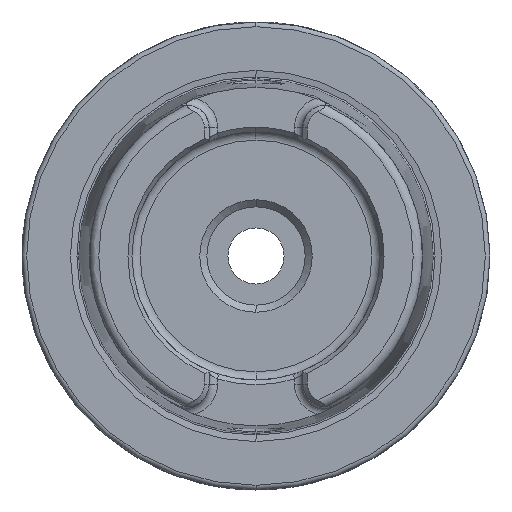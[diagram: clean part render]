
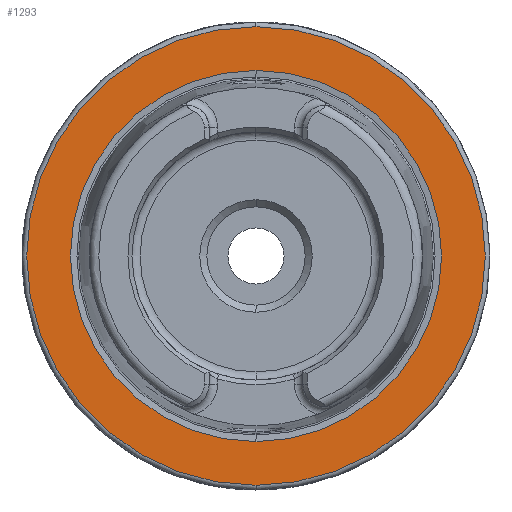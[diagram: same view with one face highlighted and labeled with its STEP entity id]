
A CAD part, left-side view. The second image highlights one B-rep face of the part: STEP entity #1293.
In plain terms, the highlighted planar face has unit normal (-1, 0, 0).
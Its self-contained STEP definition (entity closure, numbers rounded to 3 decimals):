
#81 = DIRECTION ( 'NONE',  ( 1., 0., 0. ) ) ;
#424 = ORIENTED_EDGE ( 'NONE', *, *, #3455, .T. ) ;
#573 = EDGE_LOOP ( 'NONE', ( #2999, #2436 ) ) ;
#868 = VERTEX_POINT ( 'NONE', #5968 ) ;
#1032 = CARTESIAN_POINT ( 'NONE',  ( 0., 0., 0. ) ) ;
#1151 = FACE_OUTER_BOUND ( 'NONE', #573, .T. ) ;
#1293 = ADVANCED_FACE ( 'NONE', ( #5372, #1151 ), #2377, .T. ) ;
#1346 = CARTESIAN_POINT ( 'NONE',  ( 0., 39.647, 0. ) ) ;
#1584 = DIRECTION ( 'NONE',  ( 0., 0., -1. ) ) ;
#1761 = VERTEX_POINT ( 'NONE', #5832 ) ;
#1872 = DIRECTION ( 'NONE',  ( 0., 0., 1. ) ) ;
#2022 = CARTESIAN_POINT ( 'NONE',  ( 0., 0., 0. ) ) ;
#2377 = PLANE ( 'NONE',  #4461 ) ;
#2436 = ORIENTED_EDGE ( 'NONE', *, *, #3752, .F. ) ;
#2439 = EDGE_CURVE ( 'NONE', #4052, #868, #4880, .T. ) ;
#2572 = AXIS2_PLACEMENT_3D ( 'NONE', #2022, #5038, #1584 ) ;
#2767 = CARTESIAN_POINT ( 'NONE',  ( 0., 0., -39.647 ) ) ;
#2793 = DIRECTION ( 'NONE',  ( 1., 0., 0. ) ) ;
#2999 = ORIENTED_EDGE ( 'NONE', *, *, #5192, .F. ) ;
#3103 = AXIS2_PLACEMENT_3D ( 'NONE', #4281, #4320, #5131 ) ;
#3137 = VERTEX_POINT ( 'NONE', #4101 ) ;
#3292 = ORIENTED_EDGE ( 'NONE', *, *, #2439, .T. ) ;
#3308 = AXIS2_PLACEMENT_3D ( 'NONE', #5067, #81, #4797 ) ;
#3455 = EDGE_CURVE ( 'NONE', #868, #4052, #3946, .T. ) ;
#3673 = CIRCLE ( 'NONE', #5976, 49. ) ;
#3752 = EDGE_CURVE ( 'NONE', #1761, #3137, #4553, .T. ) ;
#3922 = EDGE_LOOP ( 'NONE', ( #424, #3292 ) ) ;
#3946 = CIRCLE ( 'NONE', #3308, 39.647 ) ;
#4052 = VERTEX_POINT ( 'NONE', #2767 ) ;
#4101 = CARTESIAN_POINT ( 'NONE',  ( 0., 0., -49. ) ) ;
#4281 = CARTESIAN_POINT ( 'NONE',  ( 0., 0., 0. ) ) ;
#4320 = DIRECTION ( 'NONE',  ( 1., 0., 0. ) ) ;
#4461 = AXIS2_PLACEMENT_3D ( 'NONE', #1346, #5841, #1872 ) ;
#4553 = CIRCLE ( 'NONE', #2572, 49. ) ;
#4797 = DIRECTION ( 'NONE',  ( 0., 0., -1. ) ) ;
#4880 = CIRCLE ( 'NONE', #3103, 39.647 ) ;
#5038 = DIRECTION ( 'NONE',  ( 1., 0., 0. ) ) ;
#5067 = CARTESIAN_POINT ( 'NONE',  ( 0., 0., 0. ) ) ;
#5131 = DIRECTION ( 'NONE',  ( 0., 0., -1. ) ) ;
#5192 = EDGE_CURVE ( 'NONE', #3137, #1761, #3673, .T. ) ;
#5372 = FACE_BOUND ( 'NONE', #3922, .T. ) ;
#5832 = CARTESIAN_POINT ( 'NONE',  ( 0., 0., 49. ) ) ;
#5841 = DIRECTION ( 'NONE',  ( -1., 0., 0. ) ) ;
#5968 = CARTESIAN_POINT ( 'NONE',  ( 0., 0., 39.647 ) ) ;
#5976 = AXIS2_PLACEMENT_3D ( 'NONE', #1032, #2793, #6344 ) ;
#6344 = DIRECTION ( 'NONE',  ( 0., 0., -1. ) ) ;
